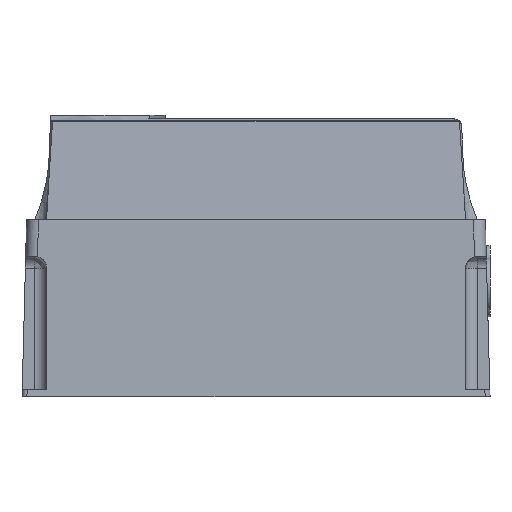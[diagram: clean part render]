
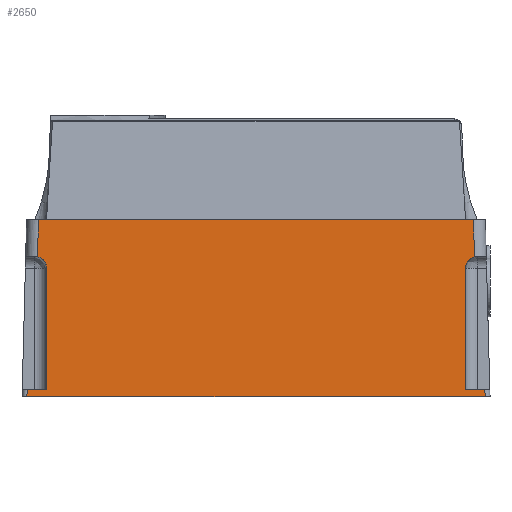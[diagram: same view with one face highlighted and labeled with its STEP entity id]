
A CAD part, left-side view. The second image highlights one B-rep face of the part: STEP entity #2650.
In plain terms, the highlighted planar face has unit normal (-1, 0, 0.026).
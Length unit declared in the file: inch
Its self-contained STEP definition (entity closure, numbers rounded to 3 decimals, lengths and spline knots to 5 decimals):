
#42 = ORIENTED_EDGE ( 'NONE', *, *, #769, .F. ) ;
#85 = VECTOR ( 'NONE', #3355, 39.37008 ) ;
#114 = ORIENTED_EDGE ( 'NONE', *, *, #2253, .F. ) ;
#119 = DIRECTION ( 'NONE',  ( 0.026, -0.026, 0.999 ) ) ;
#136 = CARTESIAN_POINT ( 'NONE',  ( -6.29153, 9.12621, 0.29528 ) ) ;
#144 = ORIENTED_EDGE ( 'NONE', *, *, #3197, .F. ) ;
#177 = LINE ( 'NONE', #1985, #3506 ) ;
#235 = LINE ( 'NONE', #3652, #605 ) ;
#268 = LINE ( 'NONE', #874, #2081 ) ;
#270 = DIRECTION ( 'NONE',  ( 0., -1., 0. ) ) ;
#280 = LINE ( 'NONE', #700, #610 ) ;
#322 = ORIENTED_EDGE ( 'NONE', *, *, #3466, .T. ) ;
#385 = DIRECTION ( 'NONE',  ( 0., -1., 0. ) ) ;
#480 = ORIENTED_EDGE ( 'NONE', *, *, #712, .F. ) ;
#509 = CARTESIAN_POINT ( 'NONE',  ( -6.29153, 8.34646, 0.29528 ) ) ;
#541 = DIRECTION ( 'NONE',  ( -0.026, 0., -1. ) ) ;
#567 = DIRECTION ( 'NONE',  ( 0., -1., 0. ) ) ;
#598 = EDGE_CURVE ( 'NONE', #2036, #3720, #177, .T. ) ;
#605 = VECTOR ( 'NONE', #270, 39.37008 ) ;
#610 = VECTOR ( 'NONE', #3164, 39.37008 ) ;
#653 = VERTEX_POINT ( 'NONE', #136 ) ;
#690 = ORIENTED_EDGE ( 'NONE', *, *, #1543, .F. ) ;
#700 = CARTESIAN_POINT ( 'NONE',  ( -6.29921, 9.13392, 0. ) ) ;
#712 = EDGE_CURVE ( 'NONE', #3288, #1058, #1345, .T. ) ;
#769 = EDGE_CURVE ( 'NONE', #1058, #957, #3635, .T. ) ;
#793 = CARTESIAN_POINT ( 'NONE',  ( -6.1655, 8.34646, 5.1378 ) ) ;
#874 = CARTESIAN_POINT ( 'NONE',  ( -6.11519, -8.6718, 7.07087 ) ) ;
#921 = ORIENTED_EDGE ( 'NONE', *, *, #1406, .F. ) ;
#957 = VERTEX_POINT ( 'NONE', #3247 ) ;
#1007 = LINE ( 'NONE', #2805, #3704 ) ;
#1015 = FACE_OUTER_BOUND ( 'NONE', #2400, .T. ) ;
#1030 = LINE ( 'NONE', #1688, #2916 ) ;
#1038 = EDGE_CURVE ( 'NONE', #957, #2966, #235, .T. ) ;
#1058 = VERTEX_POINT ( 'NONE', #3266 ) ;
#1146 = ORIENTED_EDGE ( 'NONE', *, *, #598, .F. ) ;
#1189 = CARTESIAN_POINT ( 'NONE',  ( -6.15487, 8.48899, 5.54627 ) ) ;
#1232 = CARTESIAN_POINT ( 'NONE',  ( -6.29153, -9.12722, 0.29528 ) ) ;
#1313 = CARTESIAN_POINT ( 'NONE',  ( -6.11519, -11.81102, 7.07087 ) ) ;
#1345 =( BOUNDED_CURVE ( )  B_SPLINE_CURVE ( 3, ( #3931, #2693, #3897, #3917 ),
 .UNSPECIFIED., .F., .F. ) 
 B_SPLINE_CURVE_WITH_KNOTS ( ( 4, 4 ),
 ( 3.37219, 4.71239 ),
 .UNSPECIFIED. ) 
 CURVE ( )  GEOMETRIC_REPRESENTATION_ITEM ( )  RATIONAL_B_SPLINE_CURVE ( ( 1., 0.856, 0.856, 1. ) ) 
 REPRESENTATION_ITEM ( '' )  );
#1374 = ORIENTED_EDGE ( 'NONE', *, *, #1038, .F. ) ;
#1406 = EDGE_CURVE ( 'NONE', #653, #1941, #2169, .T. ) ;
#1417 = ORIENTED_EDGE ( 'NONE', *, *, #3509, .F. ) ;
#1543 = EDGE_CURVE ( 'NONE', #3308, #3288, #268, .T. ) ;
#1556 = DIRECTION ( 'NONE',  ( 1., 0., -0.026 ) ) ;
#1567 = DIRECTION ( 'NONE',  ( 0.026, 0., 1. ) ) ;
#1688 = CARTESIAN_POINT ( 'NONE',  ( -6.11519, -11.81102, 7.07087 ) ) ;
#1706 = CARTESIAN_POINT ( 'NONE',  ( -6.15352, 8.71218, 5.59802 ) ) ;
#1724 = CARTESIAN_POINT ( 'NONE',  ( -6.15352, 8.71218, 5.59802 ) ) ;
#1735 = VERTEX_POINT ( 'NONE', #2823 ) ;
#1767 = VECTOR ( 'NONE', #1567, 39.37008 ) ;
#1787 = CARTESIAN_POINT ( 'NONE',  ( -6.29921, 9.13392, 0. ) ) ;
#1897 = EDGE_CURVE ( 'NONE', #2814, #2036, #3942, .T. ) ;
#1941 = VERTEX_POINT ( 'NONE', #509 ) ;
#1985 = CARTESIAN_POINT ( 'NONE',  ( -6.15352, 8.71218, 5.59802 ) ) ;
#2036 = VERTEX_POINT ( 'NONE', #1724 ) ;
#2081 = VECTOR ( 'NONE', #2118, 39.37008 ) ;
#2118 = DIRECTION ( 'NONE',  ( -0.026, -0.027, -0.999 ) ) ;
#2169 = LINE ( 'NONE', #3614, #2265 ) ;
#2191 = LINE ( 'NONE', #2489, #1767 ) ;
#2221 = DIRECTION ( 'NONE',  ( -0.026, 0., -1. ) ) ;
#2229 = EDGE_CURVE ( 'NONE', #2966, #1735, #2698, .T. ) ;
#2253 = EDGE_CURVE ( 'NONE', #3342, #653, #280, .T. ) ;
#2265 = VECTOR ( 'NONE', #567, 39.37008 ) ;
#2352 = CARTESIAN_POINT ( 'NONE',  ( -6.15353, -8.71092, 5.59773 ) ) ;
#2384 = CARTESIAN_POINT ( 'NONE',  ( -6.1655, 8.34646, 5.1378 ) ) ;
#2387 = CARTESIAN_POINT ( 'NONE',  ( -6.11519, -8.6718, 7.07087 ) ) ;
#2400 = EDGE_LOOP ( 'NONE', ( #3934, #1374, #42, #480, #690, #144, #1146, #3950, #1417, #921, #114, #322 ) ) ;
#2489 = CARTESIAN_POINT ( 'NONE',  ( -6.11519, 8.34646, 7.07087 ) ) ;
#2650 = ADVANCED_FACE ( 'NONE', ( #1015 ), #3411, .F. ) ;
#2666 = CARTESIAN_POINT ( 'NONE',  ( -6.11519, 8.6737, 7.07087 ) ) ;
#2680 = CARTESIAN_POINT ( 'NONE',  ( -6.11519, -8.34646, 7.07087 ) ) ;
#2693 = CARTESIAN_POINT ( 'NONE',  ( -6.15489, -8.48841, 5.54549 ) ) ;
#2698 = LINE ( 'NONE', #3049, #85 ) ;
#2805 = CARTESIAN_POINT ( 'NONE',  ( -6.29921, 0., 0. ) ) ;
#2814 = VERTEX_POINT ( 'NONE', #793 ) ;
#2823 = CARTESIAN_POINT ( 'NONE',  ( -6.29921, -9.13506, 0. ) ) ;
#2916 = VECTOR ( 'NONE', #3261, 39.37008 ) ;
#2966 = VERTEX_POINT ( 'NONE', #1232 ) ;
#3049 = CARTESIAN_POINT ( 'NONE',  ( -6.11717, -8.94931, 6.99493 ) ) ;
#3164 = DIRECTION ( 'NONE',  ( 0.026, -0.026, 0.999 ) ) ;
#3197 = EDGE_CURVE ( 'NONE', #3720, #3308, #1030, .T. ) ;
#3247 = CARTESIAN_POINT ( 'NONE',  ( -6.29153, -8.34646, 0.29528 ) ) ;
#3261 = DIRECTION ( 'NONE',  ( 0., -1., 0. ) ) ;
#3266 = CARTESIAN_POINT ( 'NONE',  ( -6.1655, -8.34646, 5.1378 ) ) ;
#3288 = VERTEX_POINT ( 'NONE', #2352 ) ;
#3308 = VERTEX_POINT ( 'NONE', #2387 ) ;
#3342 = VERTEX_POINT ( 'NONE', #1787 ) ;
#3355 = DIRECTION ( 'NONE',  ( -0.026, -0.027, -0.999 ) ) ;
#3411 = PLANE ( 'NONE',  #3823 ) ;
#3466 = EDGE_CURVE ( 'NONE', #3342, #1735, #1007, .T. ) ;
#3506 = VECTOR ( 'NONE', #119, 39.37008 ) ;
#3509 = EDGE_CURVE ( 'NONE', #1941, #2814, #2191, .T. ) ;
#3614 = CARTESIAN_POINT ( 'NONE',  ( -6.29153, -11.81102, 0.29528 ) ) ;
#3623 = CARTESIAN_POINT ( 'NONE',  ( -6.15954, 8.34646, 5.3669 ) ) ;
#3635 = LINE ( 'NONE', #2680, #3899 ) ;
#3652 = CARTESIAN_POINT ( 'NONE',  ( -6.29153, -11.81102, 0.29528 ) ) ;
#3704 = VECTOR ( 'NONE', #385, 39.37008 ) ;
#3720 = VERTEX_POINT ( 'NONE', #2666 ) ;
#3823 = AXIS2_PLACEMENT_3D ( 'NONE', #1313, #1556, #2221 ) ;
#3897 = CARTESIAN_POINT ( 'NONE',  ( -6.15955, -8.34646, 5.36635 ) ) ;
#3899 = VECTOR ( 'NONE', #541, 39.37008 ) ;
#3917 = CARTESIAN_POINT ( 'NONE',  ( -6.1655, -8.34646, 5.1378 ) ) ;
#3931 = CARTESIAN_POINT ( 'NONE',  ( -6.15353, -8.71092, 5.59773 ) ) ;
#3934 = ORIENTED_EDGE ( 'NONE', *, *, #2229, .F. ) ;
#3942 =( BOUNDED_CURVE ( )  B_SPLINE_CURVE ( 3, ( #2384, #3623, #1189, #1706 ),
 .UNSPECIFIED., .F., .F. ) 
 B_SPLINE_CURVE_WITH_KNOTS ( ( 4, 4 ),
 ( 4.71239, 6.05533 ),
 .UNSPECIFIED. ) 
 CURVE ( )  GEOMETRIC_REPRESENTATION_ITEM ( )  RATIONAL_B_SPLINE_CURVE ( ( 1., 0.855, 0.855, 1. ) ) 
 REPRESENTATION_ITEM ( '' )  );
#3950 = ORIENTED_EDGE ( 'NONE', *, *, #1897, .F. ) ;
